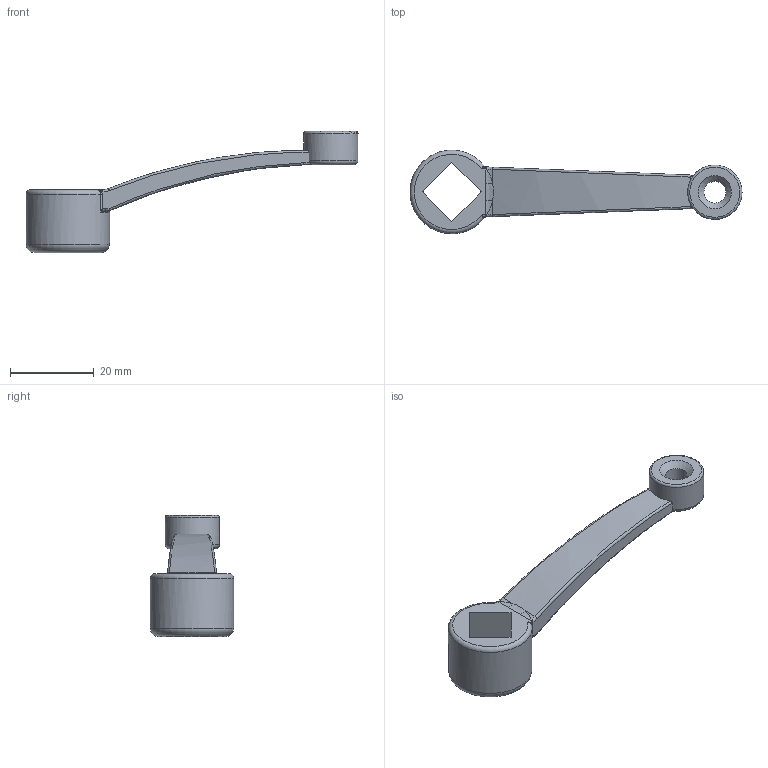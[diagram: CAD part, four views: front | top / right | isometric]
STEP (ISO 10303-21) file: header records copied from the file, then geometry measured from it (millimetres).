
FILE_DESCRIPTION(/* description */ (''),/* implementation_level */ '2;1');
FILE_NAME(/* name */ 'CHS_63_10_N.dxf',/* time_stamp */ '2012-11-23T15:13:52+08:00',/* author */ (''),/* organization */ (''),/* preprocessor_version */ 'ST-DEVELOPER v9',/* originating_system */ 'UGS - NX 4.0',/* authorisation */ '');
FILE_SCHEMA (('CONFIG_CONTROL_DESIGN'));
Length unit declared in the file: millimetre
Products named in the file (1): Admi2B53xiqu
Bounding box: 79.5 x 20 x 29 mm (x, y, z)
Volume: 6100.9 mm3; surface area: 3807.7 mm2
Topology: 1 solids, 1 shells, 74 faces, 190 edges, 110 vertices
Faces by surface type: bspline 27, cylinder 21, plane 13, torus 6, extrusion 3, sphere 2, cone 2
Full cylindrical faces by diameter (mm): 5.2 x1, 13 x1, 20 x1
Entity records: 2821 total; most frequent: CARTESIAN_POINT 1207, ORIENTED_EDGE 350, DIRECTION 264, EDGE_CURVE 175, VERTEX_POINT 110, AXIS2_PLACEMENT_3D 108, EDGE_LOOP 85, ADVANCED_FACE 74
